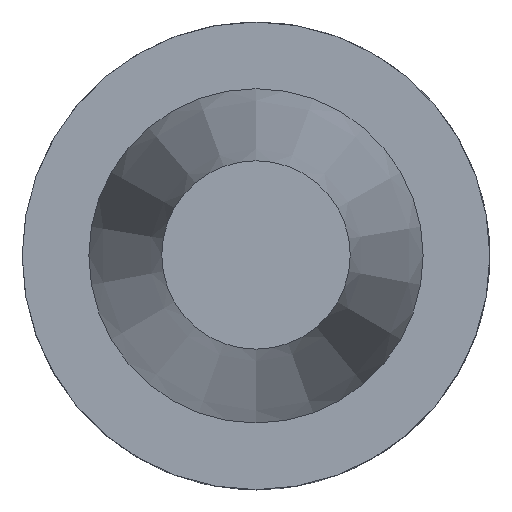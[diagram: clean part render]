
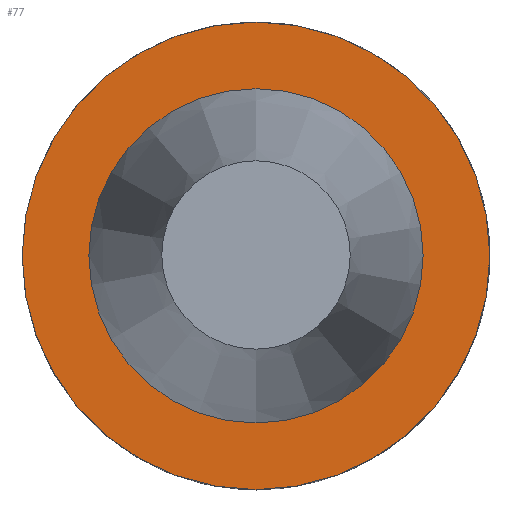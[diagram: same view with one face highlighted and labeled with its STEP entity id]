
A CAD part, top view. The second image highlights one B-rep face of the part: STEP entity #77.
In plain terms, the highlighted planar face has unit normal (0, 0, 1).
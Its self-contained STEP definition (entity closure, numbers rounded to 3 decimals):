
#77=ADVANCED_FACE('',(#102,#103),#96,.F.);
#96=PLANE('',#328);
#102=FACE_BOUND('',#124,.T.);
#103=FACE_BOUND('',#125,.T.);
#124=EDGE_LOOP('',(#154));
#125=EDGE_LOOP('',(#155,#156));
#154=ORIENTED_EDGE('',*,*,#244,.F.);
#155=ORIENTED_EDGE('',*,*,#245,.T.);
#156=ORIENTED_EDGE('',*,*,#246,.T.);
#218=VERTEX_POINT('',#475);
#219=VERTEX_POINT('',#477);
#220=VERTEX_POINT('',#478);
#244=EDGE_CURVE('',#218,#218,#276,.T.);
#245=EDGE_CURVE('',#219,#220,#277,.T.);
#246=EDGE_CURVE('',#220,#219,#278,.T.);
#276=CIRCLE('',#325,31.5);
#277=CIRCLE('',#326,22.517);
#278=CIRCLE('',#327,22.517);
#325=AXIS2_PLACEMENT_3D('',#474,#376,#377);
#326=AXIS2_PLACEMENT_3D('',#476,#378,#379);
#327=AXIS2_PLACEMENT_3D('',#479,#380,#381);
#328=AXIS2_PLACEMENT_3D('',#480,#382,#383);
#376=DIRECTION('',(0.,0.,-1.));
#377=DIRECTION('',(-1.,0.,0.));
#378=DIRECTION('',(0.,0.,-1.));
#379=DIRECTION('',(-1.,0.,0.));
#380=DIRECTION('',(0.,0.,-1.));
#381=DIRECTION('',(-1.,0.,0.));
#382=DIRECTION('',(0.,0.,-1.));
#383=DIRECTION('',(0.,1.,0.));
#474=CARTESIAN_POINT('',(0.,0.,-2.));
#475=CARTESIAN_POINT('',(-31.5,0.,-2.));
#476=CARTESIAN_POINT('',(0.,0.,-2.));
#477=CARTESIAN_POINT('',(0.,22.517,-2.));
#478=CARTESIAN_POINT('',(0.,-22.517,-2.));
#479=CARTESIAN_POINT('',(0.,0.,-2.));
#480=CARTESIAN_POINT('',(0.,0.,-2.));
